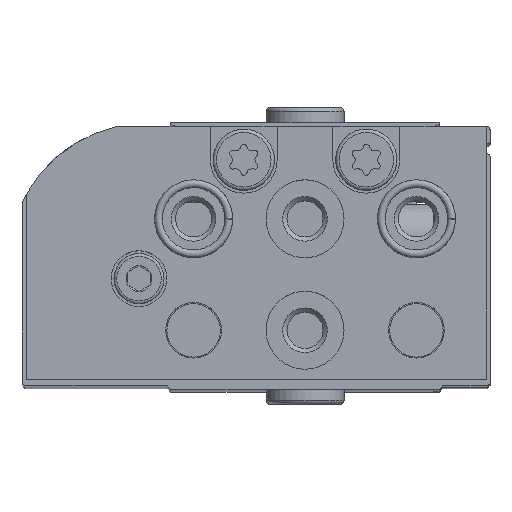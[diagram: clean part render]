
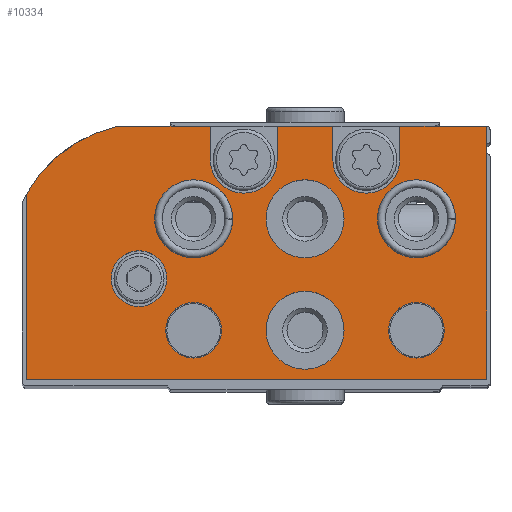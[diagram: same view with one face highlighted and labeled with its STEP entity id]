
A CAD part, top view. The second image highlights one B-rep face of the part: STEP entity #10334.
In plain terms, the highlighted face is planar.
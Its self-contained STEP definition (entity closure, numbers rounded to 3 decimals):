
#1078=LINE('',#17781,#1879);
#1082=LINE('',#17789,#1883);
#1086=LINE('',#17795,#1887);
#1089=LINE('',#17815,#1890);
#1090=LINE('',#17819,#1891);
#1091=LINE('',#17822,#1892);
#1092=LINE('',#17824,#1893);
#1093=LINE('',#17826,#1894);
#1094=LINE('',#17827,#1895);
#1095=LINE('',#17831,#1896);
#1879=VECTOR('',#14419,1000.);
#1883=VECTOR('',#14423,1000.);
#1887=VECTOR('',#14427,1000.);
#1890=VECTOR('',#14446,1000.);
#1891=VECTOR('',#14449,1000.);
#1892=VECTOR('',#14452,1000.);
#1893=VECTOR('',#14453,1000.);
#1894=VECTOR('',#14454,1000.);
#1895=VECTOR('',#14455,1000.);
#1896=VECTOR('',#14458,1000.);
#4017=ORIENTED_EDGE('',*,*,#5900,.T.);
#4018=ORIENTED_EDGE('',*,*,#5901,.T.);
#4019=ORIENTED_EDGE('',*,*,#5902,.T.);
#4020=ORIENTED_EDGE('',*,*,#5903,.T.);
#4021=ORIENTED_EDGE('',*,*,#5904,.T.);
#4022=ORIENTED_EDGE('',*,*,#5905,.T.);
#4023=ORIENTED_EDGE('',*,*,#5906,.T.);
#4024=ORIENTED_EDGE('',*,*,#5907,.T.);
#4025=ORIENTED_EDGE('',*,*,#5908,.T.);
#4026=ORIENTED_EDGE('',*,*,#5909,.T.);
#4027=ORIENTED_EDGE('',*,*,#5897,.F.);
#4028=ORIENTED_EDGE('',*,*,#5910,.F.);
#4029=ORIENTED_EDGE('',*,*,#5911,.F.);
#4030=ORIENTED_EDGE('',*,*,#5912,.F.);
#4031=ORIENTED_EDGE('',*,*,#5913,.F.);
#4032=ORIENTED_EDGE('',*,*,#5893,.F.);
#4033=ORIENTED_EDGE('',*,*,#5914,.T.);
#4034=ORIENTED_EDGE('',*,*,#5915,.T.);
#4035=ORIENTED_EDGE('',*,*,#5916,.T.);
#4036=ORIENTED_EDGE('',*,*,#5889,.F.);
#5889=EDGE_CURVE('',#7024,#7025,#1078,.T.);
#5893=EDGE_CURVE('',#7028,#7029,#1082,.T.);
#5897=EDGE_CURVE('',#7030,#7031,#1086,.T.);
#5900=EDGE_CURVE('',#7033,#7033,#7638,.T.);
#5901=EDGE_CURVE('',#7034,#7034,#7639,.T.);
#5902=EDGE_CURVE('',#7035,#7035,#7640,.T.);
#5903=EDGE_CURVE('',#7036,#7036,#7641,.T.);
#5904=EDGE_CURVE('',#7037,#7037,#7642,.T.);
#5905=EDGE_CURVE('',#7038,#7038,#7643,.T.);
#5906=EDGE_CURVE('',#7039,#7039,#7644,.T.);
#5907=EDGE_CURVE('',#7024,#7040,#1089,.T.);
#5908=EDGE_CURVE('',#7040,#7041,#7645,.T.);
#5909=EDGE_CURVE('',#7041,#7031,#1090,.T.);
#5910=EDGE_CURVE('',#7042,#7030,#7646,.T.);
#5911=EDGE_CURVE('',#7043,#7042,#1091,.T.);
#5912=EDGE_CURVE('',#7044,#7043,#1092,.T.);
#5913=EDGE_CURVE('',#7029,#7044,#1093,.T.);
#5914=EDGE_CURVE('',#7028,#7045,#1094,.T.);
#5915=EDGE_CURVE('',#7045,#7046,#7647,.T.);
#5916=EDGE_CURVE('',#7046,#7025,#1095,.T.);
#7024=VERTEX_POINT('',#17780);
#7025=VERTEX_POINT('',#17782);
#7028=VERTEX_POINT('',#17788);
#7029=VERTEX_POINT('',#17790);
#7030=VERTEX_POINT('',#17794);
#7031=VERTEX_POINT('',#17796);
#7033=VERTEX_POINT('',#17802);
#7034=VERTEX_POINT('',#17804);
#7035=VERTEX_POINT('',#17806);
#7036=VERTEX_POINT('',#17808);
#7037=VERTEX_POINT('',#17810);
#7038=VERTEX_POINT('',#17812);
#7039=VERTEX_POINT('',#17814);
#7040=VERTEX_POINT('',#17816);
#7041=VERTEX_POINT('',#17818);
#7042=VERTEX_POINT('',#17821);
#7043=VERTEX_POINT('',#17823);
#7044=VERTEX_POINT('',#17825);
#7045=VERTEX_POINT('',#17828);
#7046=VERTEX_POINT('',#17830);
#7638=CIRCLE('',#11857,2.5);
#7639=CIRCLE('',#11858,3.5);
#7640=CIRCLE('',#11859,3.5);
#7641=CIRCLE('',#11860,3.5);
#7642=CIRCLE('',#11861,3.5);
#7643=CIRCLE('',#11862,2.5);
#7644=CIRCLE('',#11863,2.5);
#7645=CIRCLE('',#11864,3.);
#7646=CIRCLE('',#11865,12.5);
#7647=CIRCLE('',#11866,3.);
#8391=EDGE_LOOP('',(#4017));
#8392=EDGE_LOOP('',(#4018));
#8393=EDGE_LOOP('',(#4019));
#8394=EDGE_LOOP('',(#4020));
#8395=EDGE_LOOP('',(#4021));
#8396=EDGE_LOOP('',(#4022));
#8397=EDGE_LOOP('',(#4023));
#8398=EDGE_LOOP('',(#4024,#4025,#4026,#4027,#4028,#4029,#4030,#4031,#4032,
#4033,#4034,#4035,#4036));
#9290=FACE_BOUND('',#8391,.T.);
#9291=FACE_BOUND('',#8392,.T.);
#9292=FACE_BOUND('',#8393,.T.);
#9293=FACE_BOUND('',#8394,.T.);
#9294=FACE_BOUND('',#8395,.T.);
#9295=FACE_BOUND('',#8396,.T.);
#9296=FACE_BOUND('',#8397,.T.);
#9297=FACE_BOUND('',#8398,.T.);
#9838=PLANE('',#11856);
#10334=ADVANCED_FACE('',(#9290,#9291,#9292,#9293,#9294,#9295,#9296,#9297),
#9838,.F.);
#11856=AXIS2_PLACEMENT_3D('',#17800,#14430,#14431);
#11857=AXIS2_PLACEMENT_3D('',#17801,#14432,#14433);
#11858=AXIS2_PLACEMENT_3D('',#17803,#14434,#14435);
#11859=AXIS2_PLACEMENT_3D('',#17805,#14436,#14437);
#11860=AXIS2_PLACEMENT_3D('',#17807,#14438,#14439);
#11861=AXIS2_PLACEMENT_3D('',#17809,#14440,#14441);
#11862=AXIS2_PLACEMENT_3D('',#17811,#14442,#14443);
#11863=AXIS2_PLACEMENT_3D('',#17813,#14444,#14445);
#11864=AXIS2_PLACEMENT_3D('',#17817,#14447,#14448);
#11865=AXIS2_PLACEMENT_3D('',#17820,#14450,#14451);
#11866=AXIS2_PLACEMENT_3D('',#17829,#14456,#14457);
#14419=DIRECTION('',(-1.,0.,0.));
#14423=DIRECTION('',(-1.,0.,0.));
#14427=DIRECTION('',(-1.,0.,0.));
#14430=DIRECTION('',(0.,0.,1.));
#14431=DIRECTION('',(1.,0.,0.));
#14432=DIRECTION('',(0.,0.,1.));
#14433=DIRECTION('',(1.,0.,0.));
#14434=DIRECTION('',(0.,0.,1.));
#14435=DIRECTION('',(1.,0.,0.));
#14436=DIRECTION('',(0.,0.,1.));
#14437=DIRECTION('',(1.,0.,0.));
#14438=DIRECTION('',(0.,0.,1.));
#14439=DIRECTION('',(1.,0.,0.));
#14440=DIRECTION('',(0.,0.,1.));
#14441=DIRECTION('',(1.,0.,0.));
#14442=DIRECTION('',(0.,0.,1.));
#14443=DIRECTION('',(1.,0.,0.));
#14444=DIRECTION('',(0.,0.,1.));
#14445=DIRECTION('',(1.,0.,0.));
#14446=DIRECTION('',(0.,-1.,0.));
#14447=DIRECTION('',(0.,0.,1.));
#14448=DIRECTION('',(1.,0.,0.));
#14449=DIRECTION('',(0.,1.,0.));
#14450=DIRECTION('',(0.,0.,1.));
#14451=DIRECTION('',(1.,0.,0.));
#14452=DIRECTION('',(0.,1.,0.));
#14453=DIRECTION('',(1.,0.,0.));
#14454=DIRECTION('',(0.,-1.,0.));
#14455=DIRECTION('',(0.,-1.,0.));
#14456=DIRECTION('',(0.,0.,1.));
#14457=DIRECTION('',(1.,0.,0.));
#14458=DIRECTION('',(0.,1.,0.));
#17780=CARTESIAN_POINT('',(18.8,22.7,0.));
#17781=CARTESIAN_POINT('',(33.122,22.7,0.));
#17782=CARTESIAN_POINT('',(13.8,22.7,0.));
#17788=CARTESIAN_POINT('',(7.8,22.7,0.));
#17789=CARTESIAN_POINT('',(33.122,22.7,0.));
#17790=CARTESIAN_POINT('',(0.,22.7,0.));
#17794=CARTESIAN_POINT('',(33.122,22.7,0.));
#17795=CARTESIAN_POINT('',(33.122,22.7,0.));
#17796=CARTESIAN_POINT('',(24.8,22.7,0.));
#17800=CARTESIAN_POINT('',(30.4,10.5,0.));
#17801=CARTESIAN_POINT('',(31.2,9.03,0.));
#17802=CARTESIAN_POINT('',(33.7,9.03,0.));
#17803=CARTESIAN_POINT('',(26.3,14.4,0.));
#17804=CARTESIAN_POINT('',(29.8,14.4,0.));
#17805=CARTESIAN_POINT('',(16.3,14.4,0.));
#17806=CARTESIAN_POINT('',(19.8,14.4,0.));
#17807=CARTESIAN_POINT('',(6.3,14.4,0.));
#17808=CARTESIAN_POINT('',(9.8,14.4,0.));
#17809=CARTESIAN_POINT('',(16.3,4.4,0.));
#17810=CARTESIAN_POINT('',(19.8,4.4,0.));
#17811=CARTESIAN_POINT('',(26.3,4.4,0.));
#17812=CARTESIAN_POINT('',(28.8,4.4,0.));
#17813=CARTESIAN_POINT('',(6.3,4.4,0.));
#17814=CARTESIAN_POINT('',(8.8,4.4,0.));
#17815=CARTESIAN_POINT('',(18.8,22.7,0.));
#17816=CARTESIAN_POINT('',(18.8,19.7,0.));
#17817=CARTESIAN_POINT('',(21.8,19.7,0.));
#17818=CARTESIAN_POINT('',(24.8,19.7,0.));
#17819=CARTESIAN_POINT('',(24.8,19.7,0.));
#17820=CARTESIAN_POINT('',(30.4,10.5,0.));
#17821=CARTESIAN_POINT('',(41.3,16.619,0.));
#17822=CARTESIAN_POINT('',(41.3,0.,0.));
#17823=CARTESIAN_POINT('',(41.3,0.,0.));
#17824=CARTESIAN_POINT('',(0.,0.,0.));
#17825=CARTESIAN_POINT('',(0.,0.,0.));
#17826=CARTESIAN_POINT('',(0.,22.7,0.));
#17827=CARTESIAN_POINT('',(7.8,22.7,0.));
#17828=CARTESIAN_POINT('',(7.8,19.7,0.));
#17829=CARTESIAN_POINT('',(10.8,19.7,0.));
#17830=CARTESIAN_POINT('',(13.8,19.7,0.));
#17831=CARTESIAN_POINT('',(13.8,19.7,0.));
